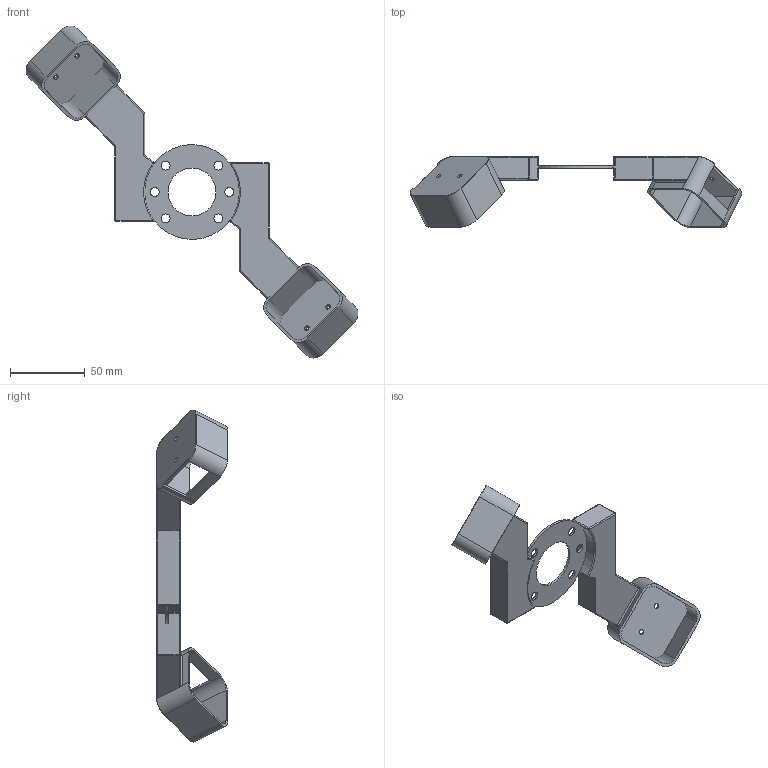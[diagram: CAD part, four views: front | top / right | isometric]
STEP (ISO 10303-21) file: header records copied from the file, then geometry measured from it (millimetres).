
FILE_DESCRIPTION(/* description */ (''),/* implementation_level */ '2;1');
FILE_NAME(/* name */ 'Franka D405 Wrist Mount.step',/* time_stamp */ '2023-06-12T15:17:32-07:00',/* author */ (''),/* organization */ (''),/* preprocessor_version */ 'ST-DEVELOPER v19.2',/* originating_system */ 'Autodesk Translation Framework v12.6.0.85',/* authorisation */ '');
FILE_SCHEMA (('AUTOMOTIVE_DESIGN { 1 0 10303 214 3 1 1 }'));
Length unit declared in the file: millimetre
Products named in the file (1): franka_realsense_d405_mount
Bounding box: 222.06 x 47.68 x 222.07 mm (x, y, z)
Volume: 101090.9 mm3; surface area: 43037.7 mm2
Topology: 1 solids, 1 shells, 183 faces, 447 edges, 264 vertices
Faces by surface type: cylinder 91, plane 48, torus 16, sphere 16, bspline 12
Full cylindrical faces by diameter (mm): 3.2 x4, 6 x6, 32 x1
Entity records: 5974 total; most frequent: CARTESIAN_POINT 1573, DIRECTION 949, ORIENTED_EDGE 894, EDGE_CURVE 447, AXIS2_PLACEMENT_3D 366, VERTEX_POINT 264, LINE 217, VECTOR 217
